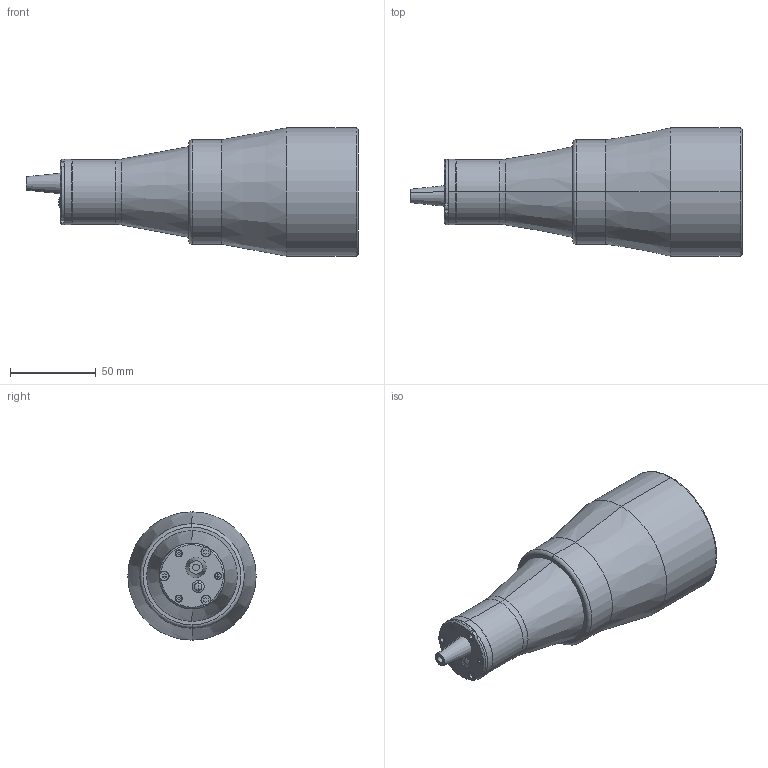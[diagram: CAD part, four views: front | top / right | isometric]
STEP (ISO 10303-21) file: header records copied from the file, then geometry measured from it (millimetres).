
FILE_DESCRIPTION (( 'STEP AP214' ), '1' );
FILE_NAME ('LTCL48.STEP', '2013-06-18T07:41:12', ( '' ), ( '' ), 'SwSTEP 2.0', 'SolidWorks 2013', '' );
FILE_SCHEMA (( 'AUTOMOTIVE_DESIGN' ));
Length unit declared in the file: millimetre
Products named in the file (1): LTCL48
Bounding box: 194.02 x 75 x 75 mm (x, y, z)
Surface area: 47196.1 mm2 (no closed solid volume)
Topology: 0 solids, 15 shells, 140 faces, 389 edges, 267 vertices
Faces by surface type: plane 61, cylinder 42, torus 18, cone 15, sphere 4
Entity records: 6119 total; most frequent: DIRECTION 858, CARTESIAN_POINT 821, ORIENTED_EDGE 662, EDGE_CURVE 389, AXIS2_PLACEMENT_3D 336, VERTEX_POINT 267, CIRCLE 195, VECTOR 186
